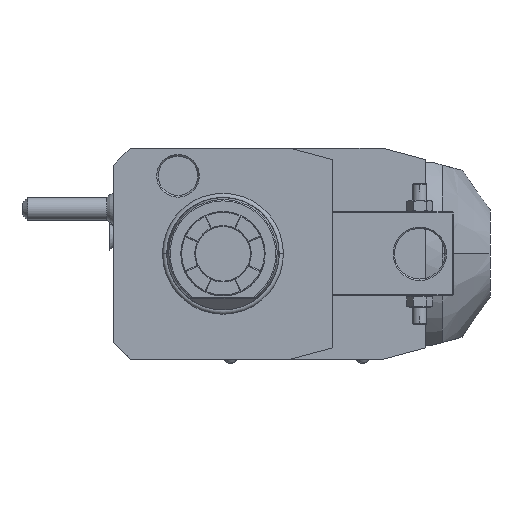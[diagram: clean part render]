
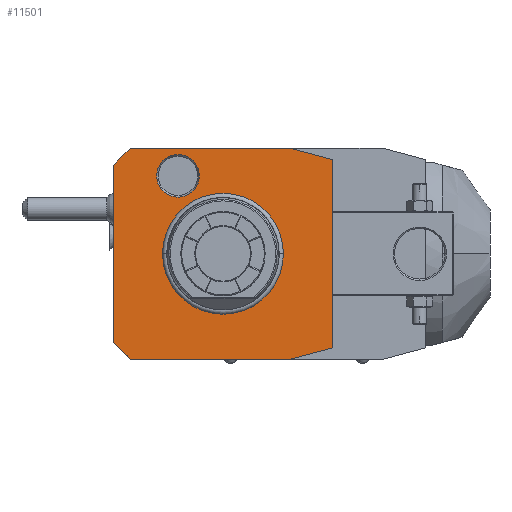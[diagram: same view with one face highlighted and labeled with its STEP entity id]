
A CAD part, front view. The second image highlights one B-rep face of the part: STEP entity #11501.
In plain terms, the highlighted planar face has unit normal (0, -1, 0).
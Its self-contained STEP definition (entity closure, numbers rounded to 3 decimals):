
#356=DIRECTION('',(1.,0.,0.));
#357=VECTOR('',#356,57.);
#358=CARTESIAN_POINT('',(-33.,0.,-37.5));
#359=LINE('',#358,#357);
#360=DIRECTION('',(0.707,0.,-0.707));
#361=VECTOR('',#360,8.485);
#362=CARTESIAN_POINT('',(-39.,0.,-31.5));
#363=LINE('',#362,#361);
#364=DIRECTION('',(0.,0.,-1.));
#365=VECTOR('',#364,63.);
#366=CARTESIAN_POINT('',(-39.,0.,31.5));
#367=LINE('',#366,#365);
#368=DIRECTION('',(-0.707,0.,-0.707));
#369=VECTOR('',#368,8.485);
#370=CARTESIAN_POINT('',(-33.,0.,37.5));
#371=LINE('',#370,#369);
#372=DIRECTION('',(-1.,0.,0.));
#373=VECTOR('',#372,57.);
#374=CARTESIAN_POINT('',(24.,0.,37.5));
#375=LINE('',#374,#373);
#376=DIRECTION('',(-0.966,0.,0.259));
#377=VECTOR('',#376,15.529);
#378=CARTESIAN_POINT('',(39.,0.,33.481));
#379=LINE('',#378,#377);
#380=DIRECTION('',(0.,0.,1.));
#381=VECTOR('',#380,66.962);
#382=CARTESIAN_POINT('',(39.,0.,-33.481));
#383=LINE('',#382,#381);
#384=DIRECTION('',(0.966,0.,0.259));
#385=VECTOR('',#384,15.529);
#386=CARTESIAN_POINT('',(24.,0.,-37.5));
#387=LINE('',#386,#385);
#388=CARTESIAN_POINT('',(-16.,0.,27.713));
#389=DIRECTION('',(0.,1.,0.));
#390=DIRECTION('',(1.,0.,0.));
#391=AXIS2_PLACEMENT_3D('',#388,#389,#390);
#393=CARTESIAN_POINT('',(-16.,0.,27.713));
#394=DIRECTION('',(0.,1.,0.));
#395=DIRECTION('',(-1.,0.,0.));
#396=AXIS2_PLACEMENT_3D('',#393,#394,#395);
#3394=CARTESIAN_POINT('',(0.,0.,0.));
#3395=DIRECTION('',(0.,-1.,0.));
#3396=DIRECTION('',(1.,0.,0.));
#3397=AXIS2_PLACEMENT_3D('',#3394,#3395,#3396);
#3399=CARTESIAN_POINT('',(0.,0.,0.));
#3400=DIRECTION('',(0.,-1.,0.));
#3401=DIRECTION('',(-1.,0.,0.));
#3402=AXIS2_PLACEMENT_3D('',#3399,#3400,#3401);
#10035=CARTESIAN_POINT('',(-8.423,0.,27.713));
#10036=CARTESIAN_POINT('',(-23.577,0.,27.713));
#10037=VERTEX_POINT('',#10035);
#10038=VERTEX_POINT('',#10036);
#10975=CARTESIAN_POINT('',(-33.,0.,-37.5));
#10976=CARTESIAN_POINT('',(24.,0.,-37.5));
#10977=VERTEX_POINT('',#10975);
#10978=VERTEX_POINT('',#10976);
#10979=CARTESIAN_POINT('',(39.,0.,-33.481));
#10980=VERTEX_POINT('',#10979);
#10981=CARTESIAN_POINT('',(39.,0.,33.481));
#10982=VERTEX_POINT('',#10981);
#10983=CARTESIAN_POINT('',(24.,0.,37.5));
#10984=VERTEX_POINT('',#10983);
#10985=CARTESIAN_POINT('',(-33.,0.,37.5));
#10986=VERTEX_POINT('',#10985);
#10987=CARTESIAN_POINT('',(-39.,0.,31.5));
#10988=VERTEX_POINT('',#10987);
#10989=CARTESIAN_POINT('',(-39.,0.,-31.5));
#10990=VERTEX_POINT('',#10989);
#11031=CARTESIAN_POINT('',(21.137,0.,0.));
#11032=CARTESIAN_POINT('',(-21.137,0.,0.));
#11033=VERTEX_POINT('',#11031);
#11034=VERTEX_POINT('',#11032);
#11469=CARTESIAN_POINT('',(0.,0.,0.));
#11470=DIRECTION('',(0.,-1.,0.));
#11471=DIRECTION('',(-1.,0.,0.));
#11472=AXIS2_PLACEMENT_3D('',#11469,#11470,#11471);
#11473=PLANE('',#11472);
#11474=ORIENTED_EDGE('',*,*,#11417,.F.);
#11476=ORIENTED_EDGE('',*,*,#11475,.F.);
#11478=ORIENTED_EDGE('',*,*,#11477,.F.);
#11480=ORIENTED_EDGE('',*,*,#11479,.F.);
#11481=ORIENTED_EDGE('',*,*,#11308,.F.);
#11483=ORIENTED_EDGE('',*,*,#11482,.F.);
#11485=ORIENTED_EDGE('',*,*,#11484,.F.);
#11486=ORIENTED_EDGE('',*,*,#11461,.F.);
#11487=EDGE_LOOP('',(#11474,#11476,#11478,#11480,#11481,#11483,#11485,#11486));
#11488=FACE_OUTER_BOUND('',#11487,.F.);
#11490=ORIENTED_EDGE('',*,*,#11489,.T.);
#11492=ORIENTED_EDGE('',*,*,#11491,.T.);
#11493=EDGE_LOOP('',(#11490,#11492));
#11494=FACE_BOUND('',#11493,.F.);
#11496=ORIENTED_EDGE('',*,*,#11495,.F.);
#11498=ORIENTED_EDGE('',*,*,#11497,.F.);
#11499=EDGE_LOOP('',(#11496,#11498));
#11500=FACE_BOUND('',#11499,.F.);
#392=CIRCLE('',#391,7.577);
#397=CIRCLE('',#396,7.577);
#3398=CIRCLE('',#3397,21.137);
#3403=CIRCLE('',#3402,21.137);
#11308=EDGE_CURVE('',#10984,#10986,#375,.T.);
#11417=EDGE_CURVE('',#10977,#10978,#359,.T.);
#11461=EDGE_CURVE('',#10978,#10980,#387,.T.);
#11475=EDGE_CURVE('',#10990,#10977,#363,.T.);
#11477=EDGE_CURVE('',#10988,#10990,#367,.T.);
#11479=EDGE_CURVE('',#10986,#10988,#371,.T.);
#11482=EDGE_CURVE('',#10982,#10984,#379,.T.);
#11484=EDGE_CURVE('',#10980,#10982,#383,.T.);
#11489=EDGE_CURVE('',#11033,#11034,#3398,.T.);
#11491=EDGE_CURVE('',#11034,#11033,#3403,.T.);
#11495=EDGE_CURVE('',#10037,#10038,#392,.T.);
#11497=EDGE_CURVE('',#10038,#10037,#397,.T.);
#11501=ADVANCED_FACE('',(#11488,#11494,#11500),#11473,.T.);
